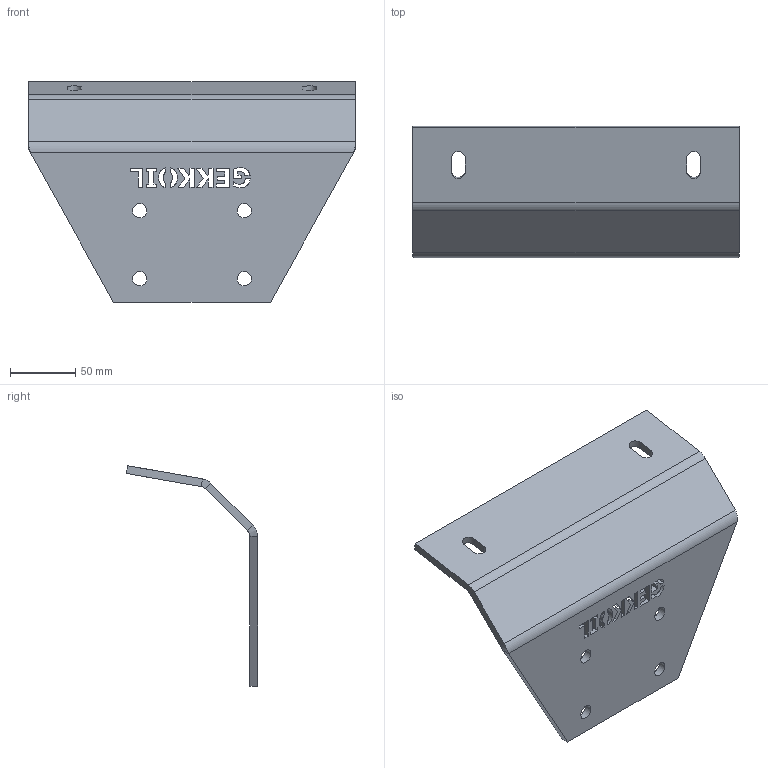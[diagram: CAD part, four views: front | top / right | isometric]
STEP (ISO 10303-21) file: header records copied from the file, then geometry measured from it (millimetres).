
FILE_DESCRIPTION(/* description */ (''),/* implementation_level */ '2;1');
FILE_NAME(/* name */ 'Sabot_V3.stp',/* time_stamp */ '2020-09-15T22:10:04+02:00',/* author */ ('user'),/* organization */ (''),/* preprocessor_version */ 'ST-DEVELOPER v17',/* originating_system */ 'Autodesk Inventor 2019',/* authorisation */ '');
FILE_SCHEMA (('AUTOMOTIVE_DESIGN { 1 0 10303 214 3 1 1 }'));
Length unit declared in the file: millimetre
Products named in the file (1): Sabot_V3
Bounding box: 250 x 100.44 x 168.68 mm (x, y, z)
Volume: 291602.7 mm3; surface area: 106798.3 mm2
Topology: 1 solids, 1 shells, 123 faces, 364 edges, 258 vertices
Faces by surface type: plane 87, bspline 24, cylinder 12
Full cylindrical faces by diameter (mm): 11 x4
Entity records: 4402 total; most frequent: CARTESIAN_POINT 1247, ORIENTED_EDGE 698, DIRECTION 507, EDGE_CURVE 349, LINE 267, VECTOR 267, VERTEX_POINT 228, EDGE_LOOP 153
